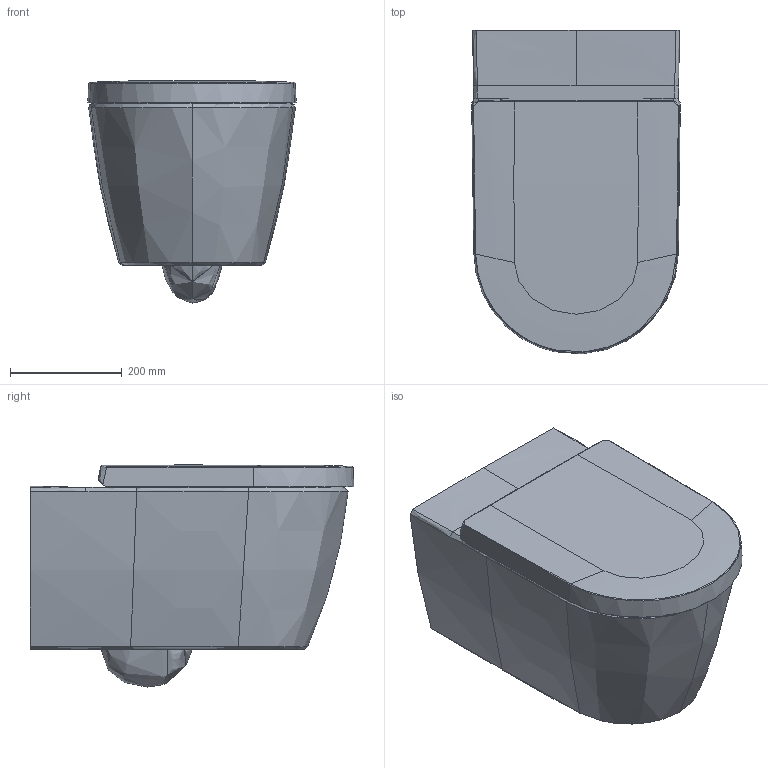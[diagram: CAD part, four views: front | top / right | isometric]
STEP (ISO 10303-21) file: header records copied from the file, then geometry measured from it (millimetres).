
FILE_DESCRIPTION(/* description */ (''),/* implementation_level */ '2;1');
FILE_NAME(/* name */ '257909',/* time_stamp */ '2023-05-25T08:55:43+02:00',/* author */ (''),/* organization */ (''),/* preprocessor_version */ 'ST-DEVELOPER v15',/* originating_system */ '',/* authorisation */ '');
FILE_SCHEMA (('AUTOMOTIVE_DESIGN'));
Products named in the file (1): Document
Bounding box: 373.52 x 580.28 x 398.06 mm (x, y, z)
Volume: 797540.6 mm3; surface area: 1914223.6 mm2
Topology: 1 solids, 4 shells, 1818 faces, 4504 edges, 2675 vertices
Faces by surface type: bspline 1535, plane 283
Entity records: 271968 total; most frequent: CARTESIAN_POINT 245601, ORIENTED_EDGE 8857, EDGE_CURVE 4448, B_SPLINE_CURVE_WITH_KNOTS 3127, VERTEX_POINT 2675, EDGE_LOOP 1871, ADVANCED_FACE 1817, FACE_OUTER_BOUND 1817
